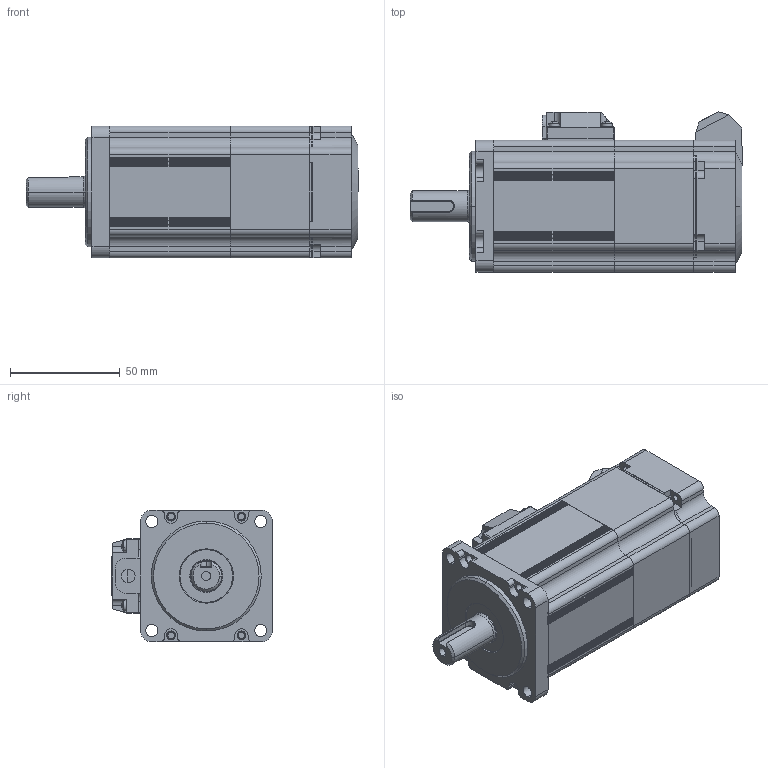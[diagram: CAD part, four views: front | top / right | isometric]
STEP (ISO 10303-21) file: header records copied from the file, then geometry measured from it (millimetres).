
FILE_DESCRIPTION (( 'STEP AP214' ), '1' );
FILE_NAME ('MS6H-60C30BZ1-20P2.STEP', '2020-12-16T07:52:41', ( '' ), ( '' ), 'SwSTEP 2.0', 'SolidWorks 2016', '' );
FILE_SCHEMA (( 'AUTOMOTIVE_DESIGN' ));
Length unit declared in the file: millimetre
Products named in the file (1): MS6H-60C30BZ1-20P2
Bounding box: 151 x 73 x 60 mm (x, y, z)
Surface area: 47681.6 mm2 (no closed solid volume)
Topology: 0 solids, 18 shells, 458 faces, 1475 edges, 1021 vertices
Faces by surface type: cylinder 260, plane 171, cone 12, sphere 8, torus 6, bspline 1
Entity records: 21874 total; most frequent: CARTESIAN_POINT 3503, DIRECTION 3086, ORIENTED_EDGE 2350, EDGE_CURVE 1475, AXIS2_PLACEMENT_3D 1172, VERTEX_POINT 1021, VECTOR 742, LINE 742
